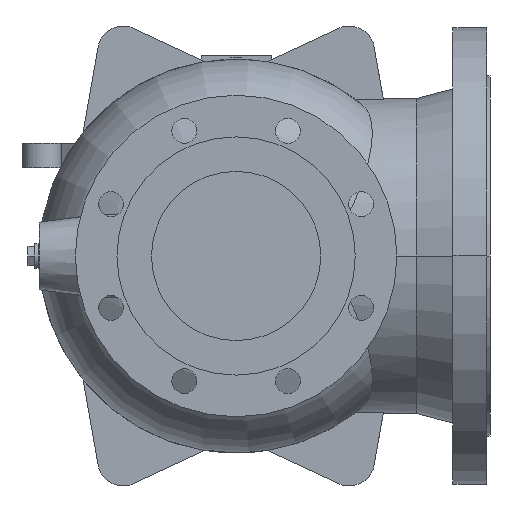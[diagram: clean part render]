
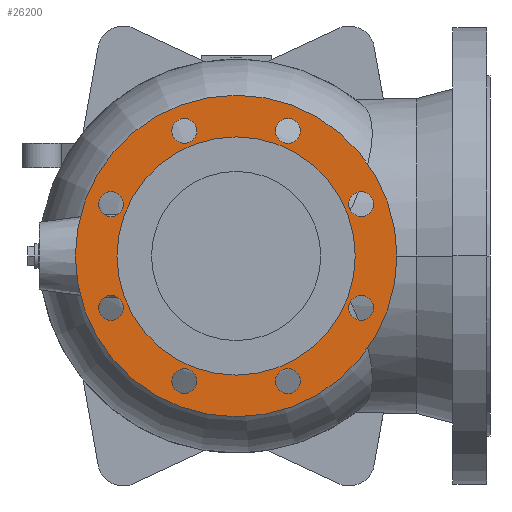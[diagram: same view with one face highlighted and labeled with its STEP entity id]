
A CAD part, front view. The second image highlights one B-rep face of the part: STEP entity #26200.
In plain terms, the highlighted planar face has unit normal (0, -1, 0).
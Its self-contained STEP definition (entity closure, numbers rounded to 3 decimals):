
#1950=CARTESIAN_POINT('',(105.6,3.,0.));
#1960=VERTEX_POINT('',#1950);
#1990=CARTESIAN_POINT('',(0.,3.,0.));
#2000=DIRECTION('',(0.,-1.,-0.));
#2010=DIRECTION('',(-1.,0.,0.));
#2020=AXIS2_PLACEMENT_3D('',#1990,#2000,#2010);
#2030=CIRCLE('',#2020,105.6);
#2040=CARTESIAN_POINT('',(-105.6,3.,0.));
#2050=VERTEX_POINT('',#2040);
#2060=EDGE_CURVE('',#2050,#1960,#2030,.T.);
#2270=CARTESIAN_POINT('',(142.5,3.,0.));
#2280=VERTEX_POINT('',#2270);
#2460=CARTESIAN_POINT('',(-142.5,3.,0.));
#2470=VERTEX_POINT('',#2460);
#2500=CARTESIAN_POINT('',(0.,3.,0.));
#2510=DIRECTION('',(0.,-1.,-0.));
#2520=DIRECTION('',(-1.,0.,0.));
#2530=AXIS2_PLACEMENT_3D('',#2500,#2510,#2520);
#2540=CIRCLE('',#2530,142.5);
#2550=EDGE_CURVE('',#2470,#2280,#2540,.T.);
#5640=CARTESIAN_POINT('',(-99.866,3.,-45.922));
#5650=VERTEX_POINT('',#5640);
#5810=CARTESIAN_POINT('',(-121.866,3.,-45.922));
#5820=VERTEX_POINT('',#5810);
#5850=CARTESIAN_POINT('',(-110.866,3.,-45.922));
#5860=DIRECTION('',(0.,1.,0.));
#5870=DIRECTION('',(-1.,0.,0.));
#5880=AXIS2_PLACEMENT_3D('',#5850,#5860,#5870);
#5890=CIRCLE('',#5880,11.);
#5900=EDGE_CURVE('',#5820,#5650,#5890,.T.);
#6060=CARTESIAN_POINT('',(-99.866,3.,45.922));
#6070=VERTEX_POINT('',#6060);
#6230=CARTESIAN_POINT('',(-121.866,3.,45.922));
#6240=VERTEX_POINT('',#6230);
#6270=CARTESIAN_POINT('',(-110.866,3.,45.922));
#6280=DIRECTION('',(0.,1.,0.));
#6290=DIRECTION('',(-1.,0.,0.));
#6300=AXIS2_PLACEMENT_3D('',#6270,#6280,#6290);
#6310=CIRCLE('',#6300,11.);
#6320=EDGE_CURVE('',#6240,#6070,#6310,.T.);
#6480=CARTESIAN_POINT('',(-34.922,3.,110.866));
#6490=VERTEX_POINT('',#6480);
#6520=CARTESIAN_POINT('',(-45.922,3.,110.866));
#6530=DIRECTION('',(0.,1.,0.));
#6540=DIRECTION('',(-1.,0.,0.));
#6550=AXIS2_PLACEMENT_3D('',#6520,#6530,#6540);
#6560=CIRCLE('',#6550,11.);
#6570=CARTESIAN_POINT('',(-56.922,3.,110.866));
#6580=VERTEX_POINT('',#6570);
#6590=EDGE_CURVE('',#6490,#6580,#6560,.T.);
#6900=CARTESIAN_POINT('',(56.922,3.,110.866));
#6910=VERTEX_POINT('',#6900);
#6940=CARTESIAN_POINT('',(45.922,3.,110.866));
#6950=DIRECTION('',(0.,1.,0.));
#6960=DIRECTION('',(-1.,0.,0.));
#6970=AXIS2_PLACEMENT_3D('',#6940,#6950,#6960);
#6980=CIRCLE('',#6970,11.);
#6990=CARTESIAN_POINT('',(34.922,3.,110.866));
#7000=VERTEX_POINT('',#6990);
#7010=EDGE_CURVE('',#6910,#7000,#6980,.T.);
#7320=CARTESIAN_POINT('',(121.866,3.,45.922));
#7330=VERTEX_POINT('',#7320);
#7490=CARTESIAN_POINT('',(99.866,3.,45.922));
#7500=VERTEX_POINT('',#7490);
#7530=CARTESIAN_POINT('',(110.866,3.,45.922));
#7540=DIRECTION('',(0.,1.,0.));
#7550=DIRECTION('',(-1.,0.,0.));
#7560=AXIS2_PLACEMENT_3D('',#7530,#7540,#7550);
#7570=CIRCLE('',#7560,11.);
#7580=EDGE_CURVE('',#7500,#7330,#7570,.T.);
#7740=CARTESIAN_POINT('',(99.866,3.,-45.922));
#7750=VERTEX_POINT('',#7740);
#7910=CARTESIAN_POINT('',(121.866,3.,-45.922));
#7920=VERTEX_POINT('',#7910);
#7950=CARTESIAN_POINT('',(110.866,3.,-45.922));
#7960=DIRECTION('',(0.,1.,0.));
#7970=DIRECTION('',(-1.,0.,0.));
#7980=AXIS2_PLACEMENT_3D('',#7950,#7960,#7970);
#7990=CIRCLE('',#7980,11.);
#8000=EDGE_CURVE('',#7920,#7750,#7990,.T.);
#8160=CARTESIAN_POINT('',(34.922,3.,-110.866));
#8170=VERTEX_POINT('',#8160);
#8330=CARTESIAN_POINT('',(56.922,3.,-110.866));
#8340=VERTEX_POINT('',#8330);
#8370=CARTESIAN_POINT('',(45.922,3.,-110.866));
#8380=DIRECTION('',(0.,1.,0.));
#8390=DIRECTION('',(-1.,0.,0.));
#8400=AXIS2_PLACEMENT_3D('',#8370,#8380,#8390);
#8410=CIRCLE('',#8400,11.);
#8420=EDGE_CURVE('',#8340,#8170,#8410,.T.);
#8580=CARTESIAN_POINT('',(-56.922,3.,-110.866));
#8590=VERTEX_POINT('',#8580);
#8750=CARTESIAN_POINT('',(-34.922,3.,-110.866));
#8760=VERTEX_POINT('',#8750);
#8790=CARTESIAN_POINT('',(-45.922,3.,-110.866));
#8800=DIRECTION('',(0.,1.,0.));
#8810=DIRECTION('',(-1.,0.,0.));
#8820=AXIS2_PLACEMENT_3D('',#8790,#8800,#8810);
#8830=CIRCLE('',#8820,11.);
#8840=EDGE_CURVE('',#8760,#8590,#8830,.T.);
#25650=CARTESIAN_POINT('',(-124.05,3.,0.));
#25660=DIRECTION('',(0.,-1.,-0.));
#25670=DIRECTION('',(-1.,0.,0.));
#25680=AXIS2_PLACEMENT_3D('',#25650,#25660,#25670);
#25690=PLANE('',#25680);
#25700=EDGE_CURVE('',#8590,#8760,#8830,.T.);
#25710=ORIENTED_EDGE('',*,*,#25700,.T.);
#25720=ORIENTED_EDGE('',*,*,#8840,.T.);
#25730=EDGE_LOOP('',(#25720,#25710));
#25740=FACE_BOUND('',#25730,.T.);
#25750=EDGE_CURVE('',#8170,#8340,#8410,.T.);
#25760=ORIENTED_EDGE('',*,*,#25750,.T.);
#25770=ORIENTED_EDGE('',*,*,#8420,.T.);
#25780=EDGE_LOOP('',(#25770,#25760));
#25790=FACE_BOUND('',#25780,.T.);
#25800=EDGE_CURVE('',#7750,#7920,#7990,.T.);
#25810=ORIENTED_EDGE('',*,*,#25800,.T.);
#25820=ORIENTED_EDGE('',*,*,#8000,.T.);
#25830=EDGE_LOOP('',(#25820,#25810));
#25840=FACE_BOUND('',#25830,.T.);
#25850=EDGE_CURVE('',#7330,#7500,#7570,.T.);
#25860=ORIENTED_EDGE('',*,*,#25850,.T.);
#25870=ORIENTED_EDGE('',*,*,#7580,.T.);
#25880=EDGE_LOOP('',(#25870,#25860));
#25890=FACE_BOUND('',#25880,.T.);
#25900=ORIENTED_EDGE('',*,*,#7010,.T.);
#25910=EDGE_CURVE('',#7000,#6910,#6980,.T.);
#25920=ORIENTED_EDGE('',*,*,#25910,.T.);
#25930=EDGE_LOOP('',(#25920,#25900));
#25940=FACE_BOUND('',#25930,.T.);
#25950=ORIENTED_EDGE('',*,*,#6590,.T.);
#25960=EDGE_CURVE('',#6580,#6490,#6560,.T.);
#25970=ORIENTED_EDGE('',*,*,#25960,.T.);
#25980=EDGE_LOOP('',(#25970,#25950));
#25990=FACE_BOUND('',#25980,.T.);
#26000=EDGE_CURVE('',#6070,#6240,#6310,.T.);
#26010=ORIENTED_EDGE('',*,*,#26000,.T.);
#26020=ORIENTED_EDGE('',*,*,#6320,.T.);
#26030=EDGE_LOOP('',(#26020,#26010));
#26040=FACE_BOUND('',#26030,.T.);
#26050=EDGE_CURVE('',#5650,#5820,#5890,.T.);
#26060=ORIENTED_EDGE('',*,*,#26050,.T.);
#26070=ORIENTED_EDGE('',*,*,#5900,.T.);
#26080=EDGE_LOOP('',(#26070,#26060));
#26090=FACE_BOUND('',#26080,.T.);
#26100=EDGE_CURVE('',#1960,#2050,#2030,.T.);
#26110=ORIENTED_EDGE('',*,*,#26100,.F.);
#26120=ORIENTED_EDGE('',*,*,#2060,.F.);
#26130=EDGE_LOOP('',(#26120,#26110));
#26140=FACE_BOUND('',#26130,.T.);
#26150=EDGE_CURVE('',#2280,#2470,#2540,.T.);
#26160=ORIENTED_EDGE('',*,*,#26150,.T.);
#26170=ORIENTED_EDGE('',*,*,#2550,.T.);
#26180=EDGE_LOOP('',(#26170,#26160));
#26190=FACE_OUTER_BOUND('',#26180,.T.);
#26200=ADVANCED_FACE('',(#25740,#25790,#25840,#25890,#25940,#25990,
#26040,#26090,#26140,#26190),#25690,.T.);
